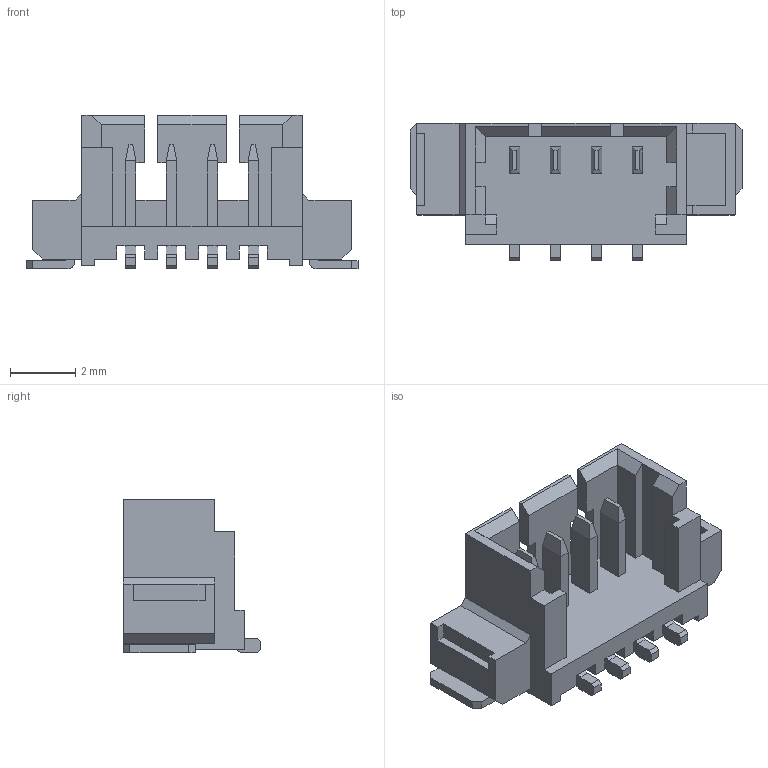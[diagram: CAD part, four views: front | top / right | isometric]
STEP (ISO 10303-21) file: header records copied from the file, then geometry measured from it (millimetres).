
FILE_DESCRIPTION((''),'2;1');
FILE_NAME('533980471','2009-09-30T',('gga'),(''),'PRO/ENGINEER BY PARAMETRIC TECHNOLOGY CORPORATION, 2003451','PRO/ENGINEER BY PARAMETRIC TECHNOLOGY CORPORATION, 2003451','');
FILE_SCHEMA(('CONFIG_CONTROL_DESIGN'));
Length unit declared in the file: millimetre
Products named in the file (1): 533980471
Bounding box: 10.15 x 4.2 x 4.7 mm (x, y, z)
Volume: 57.6 mm3; surface area: 259.9 mm2
Topology: 1 solids, 1 shells, 253 faces, 699 edges, 468 vertices
Faces by surface type: plane 245, cylinder 8
Entity records: 7844 total; most frequent: CARTESIAN_POINT 1392, ORIENTED_EDGE 1336, DIRECTION 1219, VECTOR 681, LINE 681, EDGE_CURVE 668, VERTEX_POINT 430, AXIS2_PLACEMENT_3D 269
